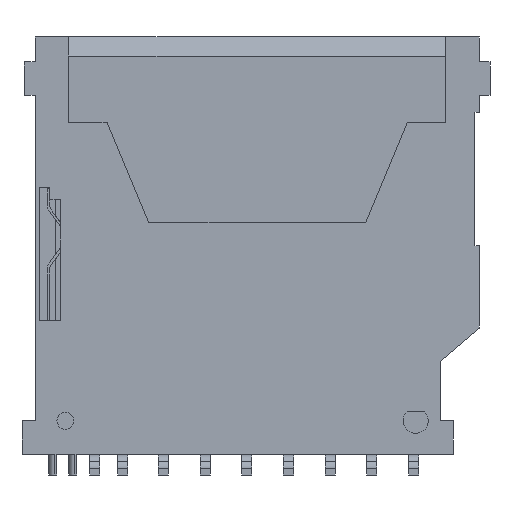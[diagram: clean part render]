
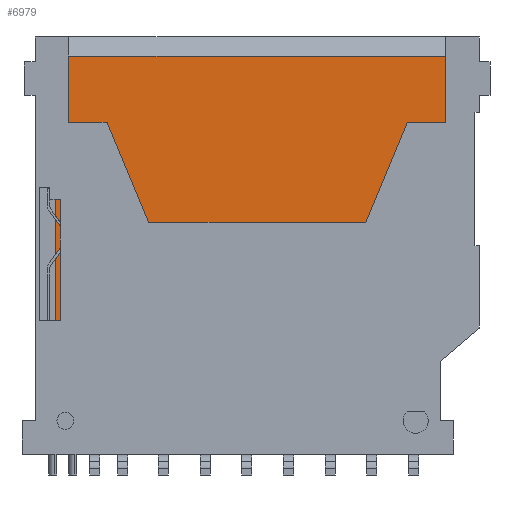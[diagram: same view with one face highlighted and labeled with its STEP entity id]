
A CAD part, front view. The second image highlights one B-rep face of the part: STEP entity #6979.
In plain terms, the highlighted planar face has unit normal (0, -1, 0).
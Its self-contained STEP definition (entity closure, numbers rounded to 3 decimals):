
#732=DIRECTION('',(-1.,0.,0.));
#733=VECTOR('',#732,0.2);
#734=CARTESIAN_POINT('',(12.3,1.15,-8.5));
#735=LINE('',#734,#733);
#808=DIRECTION('',(0.,0.,1.));
#809=VECTOR('',#808,4.);
#810=CARTESIAN_POINT('',(12.3,1.15,-12.5));
#811=LINE('',#810,#809);
#916=DIRECTION('',(0.,0.,1.));
#917=VECTOR('',#916,1.);
#918=CARTESIAN_POINT('',(-11.8,1.15,-21.));
#919=LINE('',#918,#917);
#920=DIRECTION('',(-1.,0.,0.));
#921=VECTOR('',#920,0.3);
#922=CARTESIAN_POINT('',(-11.8,1.15,-21.));
#923=LINE('',#922,#921);
#924=DIRECTION('',(0.,0.,1.));
#925=VECTOR('',#924,19.503);
#926=CARTESIAN_POINT('',(-12.1,1.15,-21.));
#927=LINE('',#926,#925);
#928=DIRECTION('',(1.,0.,0.));
#929=VECTOR('',#928,0.15);
#930=CARTESIAN_POINT('',(-12.1,1.15,-1.497));
#931=LINE('',#930,#929);
#932=DIRECTION('',(1.,0.,0.));
#933=VECTOR('',#932,23.9);
#934=CARTESIAN_POINT('',(-11.95,1.15,-1.146));
#935=LINE('',#934,#933);
#936=DIRECTION('',(1.,0.,0.));
#937=VECTOR('',#936,0.15);
#938=CARTESIAN_POINT('',(11.95,1.15,-1.497));
#939=LINE('',#938,#937);
#940=DIRECTION('',(0.,0.,-1.));
#941=VECTOR('',#940,7.003);
#942=CARTESIAN_POINT('',(12.1,1.15,-1.497));
#943=LINE('',#942,#941);
#944=DIRECTION('',(-1.,0.,0.));
#945=VECTOR('',#944,0.2);
#946=CARTESIAN_POINT('',(12.3,1.15,-12.5));
#947=LINE('',#946,#945);
#948=DIRECTION('',(0.,0.,-1.));
#949=VECTOR('',#948,4.8);
#950=CARTESIAN_POINT('',(12.1,1.15,-12.5));
#951=LINE('',#950,#949);
#952=DIRECTION('',(-0.76,0.,-0.65));
#953=VECTOR('',#952,5.695);
#954=CARTESIAN_POINT('',(12.1,1.15,-17.3));
#955=LINE('',#954,#953);
#956=DIRECTION('',(-1.,0.,0.));
#957=VECTOR('',#956,1.821);
#958=CARTESIAN_POINT('',(7.771,1.15,-21.));
#959=LINE('',#958,#957);
#960=DIRECTION('',(0.,0.,-1.));
#961=VECTOR('',#960,1.);
#962=CARTESIAN_POINT('',(5.95,1.15,-20.));
#963=LINE('',#962,#961);
#964=DIRECTION('',(1.,0.,0.));
#965=VECTOR('',#964,17.75);
#966=CARTESIAN_POINT('',(-11.8,1.15,-20.));
#967=LINE('',#966,#965);
#3982=DIRECTION('',(0.,0.,-1.));
#3983=VECTOR('',#3982,0.351);
#3984=CARTESIAN_POINT('',(-11.95,1.15,-1.146));
#3985=LINE('',#3984,#3983);
#3990=DIRECTION('',(0.,0.,-1.));
#3991=VECTOR('',#3990,0.351);
#3992=CARTESIAN_POINT('',(11.95,1.15,-1.146));
#3993=LINE('',#3992,#3991);
#4634=CARTESIAN_POINT('',(-12.1,1.15,-1.497));
#4635=VERTEX_POINT('',#4634);
#4636=CARTESIAN_POINT('',(12.1,1.15,-1.497));
#4637=VERTEX_POINT('',#4636);
#4644=CARTESIAN_POINT('',(-11.95,1.15,-1.146));
#4645=VERTEX_POINT('',#4644);
#4652=CARTESIAN_POINT('',(11.95,1.15,-1.146));
#4653=VERTEX_POINT('',#4652);
#4654=CARTESIAN_POINT('',(-11.95,1.15,-1.497));
#4656=VERTEX_POINT('',#4654);
#4658=CARTESIAN_POINT('',(11.95,1.15,-1.497));
#4660=VERTEX_POINT('',#4658);
#4744=CARTESIAN_POINT('',(12.1,1.15,-8.5));
#4746=VERTEX_POINT('',#4744);
#4748=CARTESIAN_POINT('',(12.3,1.15,-12.5));
#4749=CARTESIAN_POINT('',(12.3,1.15,-8.5));
#4750=VERTEX_POINT('',#4748);
#4751=VERTEX_POINT('',#4749);
#4754=CARTESIAN_POINT('',(12.1,1.15,-12.5));
#4755=VERTEX_POINT('',#4754);
#4771=CARTESIAN_POINT('',(7.771,1.15,-21.));
#4773=VERTEX_POINT('',#4771);
#4779=CARTESIAN_POINT('',(-12.1,1.15,-21.));
#4781=VERTEX_POINT('',#4779);
#4783=CARTESIAN_POINT('',(12.1,1.15,-17.3));
#4785=VERTEX_POINT('',#4783);
#4798=CARTESIAN_POINT('',(-11.8,1.15,-21.));
#4799=CARTESIAN_POINT('',(-11.8,1.15,-20.));
#4800=VERTEX_POINT('',#4798);
#4801=VERTEX_POINT('',#4799);
#4802=CARTESIAN_POINT('',(5.95,1.15,-20.));
#4803=VERTEX_POINT('',#4802);
#4804=CARTESIAN_POINT('',(5.95,1.15,-21.));
#4805=VERTEX_POINT('',#4804);
#6947=CARTESIAN_POINT('',(0.,1.15,0.));
#6948=DIRECTION('',(0.,-1.,0.));
#6949=DIRECTION('',(1.,0.,0.));
#6950=AXIS2_PLACEMENT_3D('',#6947,#6948,#6949);
#6951=PLANE('',#6950);
#6952=ORIENTED_EDGE('',*,*,#6893,.F.);
#6954=ORIENTED_EDGE('',*,*,#6953,.T.);
#6955=ORIENTED_EDGE('',*,*,#6401,.T.);
#6957=ORIENTED_EDGE('',*,*,#6956,.T.);
#6959=ORIENTED_EDGE('',*,*,#6958,.F.);
#6961=ORIENTED_EDGE('',*,*,#6960,.T.);
#6963=ORIENTED_EDGE('',*,*,#6962,.T.);
#6965=ORIENTED_EDGE('',*,*,#6964,.T.);
#6966=ORIENTED_EDGE('',*,*,#6694,.T.);
#6967=ORIENTED_EDGE('',*,*,#6727,.F.);
#6968=ORIENTED_EDGE('',*,*,#6811,.F.);
#6969=ORIENTED_EDGE('',*,*,#6673,.T.);
#6970=ORIENTED_EDGE('',*,*,#6713,.T.);
#6972=ORIENTED_EDGE('',*,*,#6971,.T.);
#6974=ORIENTED_EDGE('',*,*,#6973,.T.);
#6975=ORIENTED_EDGE('',*,*,#6926,.F.);
#6976=ORIENTED_EDGE('',*,*,#6941,.F.);
#6977=EDGE_LOOP('',(#6952,#6954,#6955,#6957,#6959,#6961,#6963,#6965,#6966,#6967,
#6968,#6969,#6970,#6972,#6974,#6975,#6976));
#6978=FACE_OUTER_BOUND('',#6977,.F.);
#6401=EDGE_CURVE('',#4781,#4635,#927,.T.);
#6673=EDGE_CURVE('',#4750,#4755,#947,.T.);
#6694=EDGE_CURVE('',#4637,#4746,#943,.T.);
#6713=EDGE_CURVE('',#4755,#4785,#951,.T.);
#6727=EDGE_CURVE('',#4751,#4746,#735,.T.);
#6811=EDGE_CURVE('',#4750,#4751,#811,.T.);
#6893=EDGE_CURVE('',#4800,#4801,#919,.T.);
#6926=EDGE_CURVE('',#4803,#4805,#963,.T.);
#6941=EDGE_CURVE('',#4801,#4803,#967,.T.);
#6953=EDGE_CURVE('',#4800,#4781,#923,.T.);
#6956=EDGE_CURVE('',#4635,#4656,#931,.T.);
#6958=EDGE_CURVE('',#4645,#4656,#3985,.T.);
#6960=EDGE_CURVE('',#4645,#4653,#935,.T.);
#6962=EDGE_CURVE('',#4653,#4660,#3993,.T.);
#6964=EDGE_CURVE('',#4660,#4637,#939,.T.);
#6971=EDGE_CURVE('',#4785,#4773,#955,.T.);
#6973=EDGE_CURVE('',#4773,#4805,#959,.T.);
#6979=ADVANCED_FACE('',(#6978),#6951,.T.);
